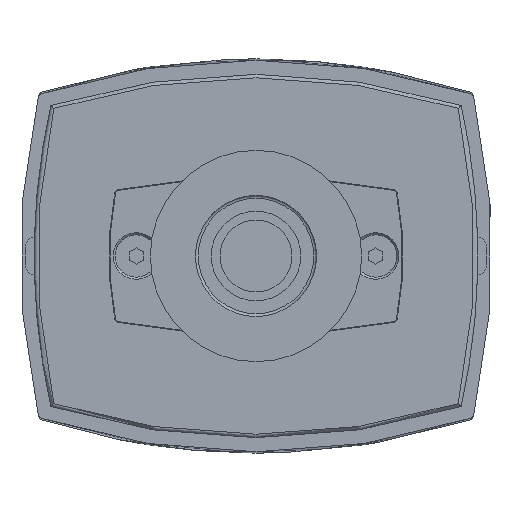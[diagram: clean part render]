
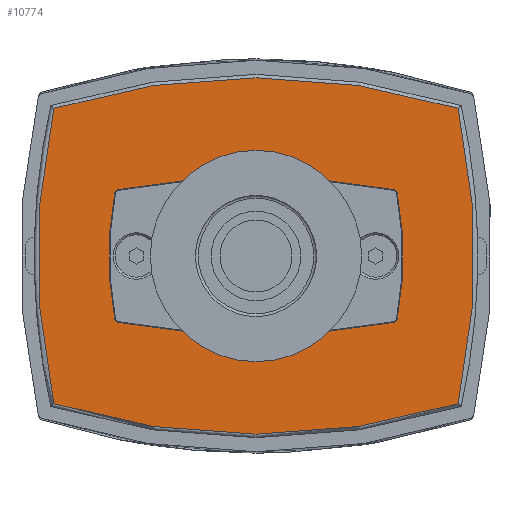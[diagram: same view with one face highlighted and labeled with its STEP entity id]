
A CAD part, front view. The second image highlights one B-rep face of the part: STEP entity #10774.
In plain terms, the highlighted planar face has unit normal (0, -1, 0).
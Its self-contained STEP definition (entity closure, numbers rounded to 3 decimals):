
#139=FACE_BOUND('',#1479,.T.);
#393=PLANE('',#11628);
#834=FACE_OUTER_BOUND('',#1478,.T.);
#1478=EDGE_LOOP('',(#8270,#8271,#8272,#8273));
#1479=EDGE_LOOP('',(#8274,#8275,#8276,#8277,#8278,#8279,#8280,#8281));
#4004=CIRCLE('',#11602,0.6);
#4006=CIRCLE('',#11605,98.5);
#4008=CIRCLE('',#11608,0.6);
#4010=CIRCLE('',#11611,48.4);
#4011=CIRCLE('',#11613,97.5);
#4015=CIRCLE('',#11618,97.5);
#4017=CIRCLE('',#11621,97.5);
#4021=CIRCLE('',#11626,97.5);
#4023=CIRCLE('',#11629,48.4);
#4024=CIRCLE('',#11630,0.6);
#4025=CIRCLE('',#11631,98.5);
#4026=CIRCLE('',#11632,0.6);
#4756=VERTEX_POINT('',#16881);
#4757=VERTEX_POINT('',#16883);
#4759=VERTEX_POINT('',#16889);
#4761=VERTEX_POINT('',#16895);
#4763=VERTEX_POINT('',#16901);
#4764=VERTEX_POINT('',#16905);
#4765=VERTEX_POINT('',#16906);
#4770=VERTEX_POINT('',#16944);
#4772=VERTEX_POINT('',#16963);
#4776=VERTEX_POINT('',#16989);
#4777=VERTEX_POINT('',#16991);
#4778=VERTEX_POINT('',#16993);
#5999=EDGE_CURVE('',#4757,#4756,#4004,.T.);
#6003=EDGE_CURVE('',#4756,#4759,#4006,.T.);
#6006=EDGE_CURVE('',#4759,#4761,#4008,.T.);
#6009=EDGE_CURVE('',#4761,#4763,#4010,.T.);
#6010=EDGE_CURVE('',#4764,#4765,#4011,.T.);
#6016=EDGE_CURVE('',#4765,#4770,#4015,.T.);
#6019=EDGE_CURVE('',#4770,#4772,#4017,.T.);
#6024=EDGE_CURVE('',#4772,#4764,#4021,.T.);
#6026=EDGE_CURVE('',#4776,#4757,#4023,.T.);
#6027=EDGE_CURVE('',#4763,#4777,#4024,.T.);
#6028=EDGE_CURVE('',#4777,#4778,#4025,.T.);
#6029=EDGE_CURVE('',#4778,#4776,#4026,.T.);
#8270=ORIENTED_EDGE('',*,*,#6010,.F.);
#8271=ORIENTED_EDGE('',*,*,#6024,.F.);
#8272=ORIENTED_EDGE('',*,*,#6019,.F.);
#8273=ORIENTED_EDGE('',*,*,#6016,.F.);
#8274=ORIENTED_EDGE('',*,*,#6026,.T.);
#8275=ORIENTED_EDGE('',*,*,#5999,.T.);
#8276=ORIENTED_EDGE('',*,*,#6003,.T.);
#8277=ORIENTED_EDGE('',*,*,#6006,.T.);
#8278=ORIENTED_EDGE('',*,*,#6009,.T.);
#8279=ORIENTED_EDGE('',*,*,#6027,.T.);
#8280=ORIENTED_EDGE('',*,*,#6028,.T.);
#8281=ORIENTED_EDGE('',*,*,#6029,.T.);
#10774=ADVANCED_FACE('',(#834,#139),#393,.T.);
#11602=AXIS2_PLACEMENT_3D('',#16884,#13692,#13693);
#11605=AXIS2_PLACEMENT_3D('',#16891,#13700,#13701);
#11608=AXIS2_PLACEMENT_3D('',#16897,#13707,#13708);
#11611=AXIS2_PLACEMENT_3D('',#16903,#13714,#13715);
#11613=AXIS2_PLACEMENT_3D('',#16907,#13718,#13719);
#11618=AXIS2_PLACEMENT_3D('',#16945,#13728,#13729);
#11621=AXIS2_PLACEMENT_3D('',#16964,#13734,#13735);
#11626=AXIS2_PLACEMENT_3D('',#16986,#13744,#13745);
#11628=AXIS2_PLACEMENT_3D('',#16988,#13748,#13749);
#11629=AXIS2_PLACEMENT_3D('',#16990,#13750,#13751);
#11630=AXIS2_PLACEMENT_3D('',#16992,#13752,#13753);
#11631=AXIS2_PLACEMENT_3D('',#16994,#13754,#13755);
#11632=AXIS2_PLACEMENT_3D('',#16995,#13756,#13757);
#13692=DIRECTION('center_axis',(0.,1.,0.));
#13693=DIRECTION('ref_axis',(0.199,0.,-0.98));
#13700=DIRECTION('center_axis',(0.,1.,0.));
#13701=DIRECTION('ref_axis',(-0.199,0.,-0.98));
#13707=DIRECTION('center_axis',(0.,1.,0.));
#13708=DIRECTION('ref_axis',(-0.983,0.,-0.185));
#13714=DIRECTION('center_axis',(0.,1.,0.));
#13715=DIRECTION('ref_axis',(-0.983,0.,0.185));
#13718=DIRECTION('center_axis',(0.,1.,0.));
#13719=DIRECTION('ref_axis',(1.,0.,0.));
#13728=DIRECTION('center_axis',(0.,1.,0.));
#13729=DIRECTION('ref_axis',(0.,0.,
-1.));
#13734=DIRECTION('center_axis',(0.,1.,0.));
#13735=DIRECTION('ref_axis',(-1.,0.,0.));
#13744=DIRECTION('center_axis',(0.,1.,0.));
#13745=DIRECTION('ref_axis',(0.,0.,
1.));
#13748=DIRECTION('center_axis',(0.,-1.,0.));
#13749=DIRECTION('ref_axis',(-1.,0.,0.));
#13750=DIRECTION('center_axis',(0.,1.,0.));
#13751=DIRECTION('ref_axis',(0.983,0.,-0.185));
#13752=DIRECTION('center_axis',(0.,1.,0.));
#13753=DIRECTION('ref_axis',(-0.199,0.,0.98));
#13754=DIRECTION('center_axis',(0.,1.,0.));
#13755=DIRECTION('ref_axis',(0.199,0.,0.98));
#13756=DIRECTION('center_axis',(0.,1.,0.));
#13757=DIRECTION('ref_axis',(0.983,0.,0.185));
#16881=CARTESIAN_POINT('',(19.594,-17.84,-9.431));
#16883=CARTESIAN_POINT('',(20.064,-17.84,-8.954));
#16884=CARTESIAN_POINT('Origin',(19.475,-17.84,-8.843));
#16889=CARTESIAN_POINT('',(-19.594,-17.84,-9.431));
#16891=CARTESIAN_POINT('Origin',(0.,-17.84,
87.1));
#16895=CARTESIAN_POINT('',(-20.064,-17.84,-8.954));
#16897=CARTESIAN_POINT('Origin',(-19.475,-17.84,-8.843));
#16901=CARTESIAN_POINT('',(-20.064,-17.84,8.954));
#16903=CARTESIAN_POINT('Origin',(27.5,-17.84,0.));
#16905=CARTESIAN_POINT('',(28.717,-17.84,20.975));
#16906=CARTESIAN_POINT('',(28.717,-17.84,-20.975));
#16907=CARTESIAN_POINT('Origin',(-66.5,-17.84,0.));
#16944=CARTESIAN_POINT('',(-28.717,-17.84,-20.975));
#16945=CARTESIAN_POINT('Origin',(0.,-17.84,
72.2));
#16963=CARTESIAN_POINT('',(-28.717,-17.84,20.975));
#16964=CARTESIAN_POINT('Origin',(66.5,-17.84,0.));
#16986=CARTESIAN_POINT('Origin',(0.,-17.84,
-72.2));
#16988=CARTESIAN_POINT('Origin',(0.,-17.84,
0.));
#16989=CARTESIAN_POINT('',(20.064,-17.84,8.954));
#16990=CARTESIAN_POINT('Origin',(-27.5,-17.84,0.));
#16991=CARTESIAN_POINT('',(-19.594,-17.84,9.431));
#16992=CARTESIAN_POINT('Origin',(-19.475,-17.84,8.843));
#16993=CARTESIAN_POINT('',(19.594,-17.84,9.431));
#16994=CARTESIAN_POINT('Origin',(0.,-17.84,
-87.1));
#16995=CARTESIAN_POINT('Origin',(19.475,-17.84,8.843));
